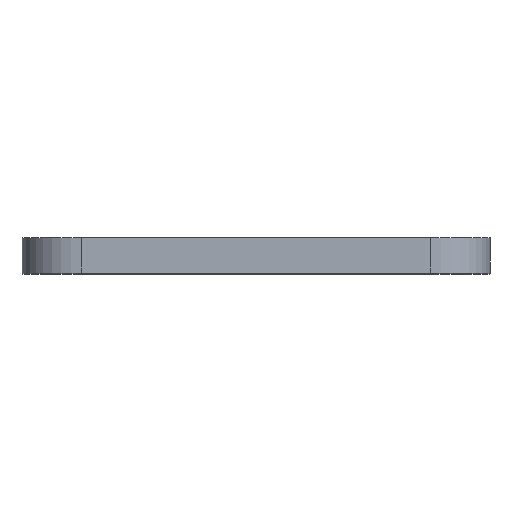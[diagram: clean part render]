
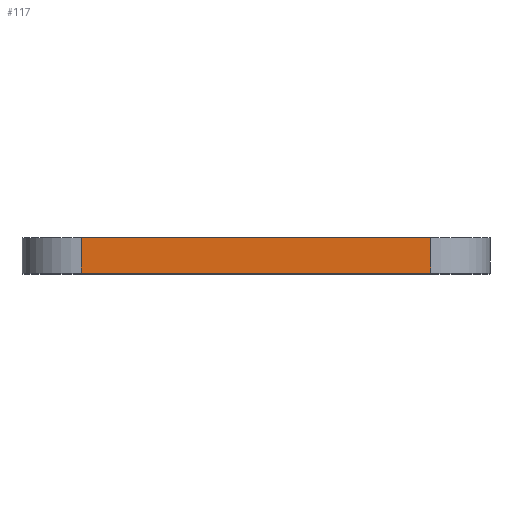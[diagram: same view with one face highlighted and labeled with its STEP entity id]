
A CAD part, top view. The second image highlights one B-rep face of the part: STEP entity #117.
In plain terms, the highlighted planar face has unit normal (0, 0, 1).
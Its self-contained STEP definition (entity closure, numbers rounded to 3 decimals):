
#37 = AXIS2_PLACEMENT_3D ( 'NONE', #264, #271, #273 ) ;
#117 = ADVANCED_FACE ( 'NONE', ( #419 ), #268, .F. ) ;
#175 = LINE ( 'NONE', #886, #180 ) ;
#179 = VECTOR ( 'NONE', #876, 1000. ) ;
#180 = VECTOR ( 'NONE', #890, 1000. ) ;
#185 = VECTOR ( 'NONE', #841, 1000. ) ;
#189 = LINE ( 'NONE', #834, #185 ) ;
#195 = LINE ( 'NONE', #875, #179 ) ;
#206 = VECTOR ( 'NONE', #499, 1000. ) ;
#216 = LINE ( 'NONE', #483, #206 ) ;
#264 = CARTESIAN_POINT ( 'NONE',  ( 14.75, 3., 33.5 ) ) ;
#268 = PLANE ( 'NONE',  #37 ) ;
#271 = DIRECTION ( 'NONE',  ( 0., 0., -1. ) ) ;
#273 = DIRECTION ( 'NONE',  ( -1., 0., 0. ) ) ;
#419 = FACE_OUTER_BOUND ( 'NONE', #813, .T. ) ;
#483 = CARTESIAN_POINT ( 'NONE',  ( 14.75, 3., 33.5 ) ) ;
#499 = DIRECTION ( 'NONE',  ( 1., 0., 0. ) ) ;
#595 = VERTEX_POINT ( 'NONE', #768 ) ;
#665 = EDGE_CURVE ( 'NONE', #1199, #1226, #216, .T. ) ;
#689 = EDGE_CURVE ( 'NONE', #595, #1215, #189, .T. ) ;
#720 = EDGE_CURVE ( 'NONE', #1199, #595, #195, .T. ) ;
#731 = EDGE_CURVE ( 'NONE', #1226, #1215, #175, .T. ) ;
#768 = CARTESIAN_POINT ( 'NONE',  ( -14.75, 0., 33.5 ) ) ;
#792 = ORIENTED_EDGE ( 'NONE', *, *, #665, .F. ) ;
#813 = EDGE_LOOP ( 'NONE', ( #1218, #822, #792, #1121 ) ) ;
#822 = ORIENTED_EDGE ( 'NONE', *, *, #731, .F. ) ;
#834 = CARTESIAN_POINT ( 'NONE',  ( 14.75, 0., 33.5 ) ) ;
#841 = DIRECTION ( 'NONE',  ( 1., 0., 0. ) ) ;
#875 = CARTESIAN_POINT ( 'NONE',  ( -14.75, 3., 33.5 ) ) ;
#876 = DIRECTION ( 'NONE',  ( 0., -1., 0. ) ) ;
#886 = CARTESIAN_POINT ( 'NONE',  ( 14.75, 3., 33.5 ) ) ;
#890 = DIRECTION ( 'NONE',  ( 0., -1., 0. ) ) ;
#1118 = CARTESIAN_POINT ( 'NONE',  ( 14.75, 0., 33.5 ) ) ;
#1121 = ORIENTED_EDGE ( 'NONE', *, *, #720, .T. ) ;
#1139 = CARTESIAN_POINT ( 'NONE',  ( -14.75, 3., 33.5 ) ) ;
#1149 = CARTESIAN_POINT ( 'NONE',  ( 14.75, 3., 33.5 ) ) ;
#1199 = VERTEX_POINT ( 'NONE', #1139 ) ;
#1215 = VERTEX_POINT ( 'NONE', #1118 ) ;
#1218 = ORIENTED_EDGE ( 'NONE', *, *, #689, .T. ) ;
#1226 = VERTEX_POINT ( 'NONE', #1149 ) ;
